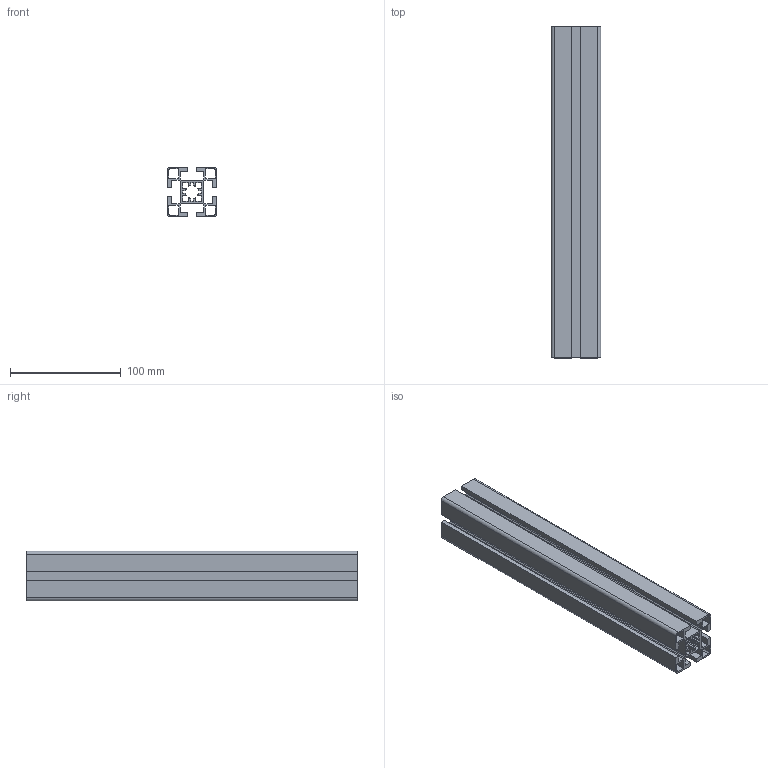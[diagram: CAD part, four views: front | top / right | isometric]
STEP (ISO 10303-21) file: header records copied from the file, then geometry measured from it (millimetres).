
FILE_DESCRIPTION (( 'STEP AP214' ), '1' );
FILE_NAME ('1728140785745.step', '2024-10-05T15:06:48', ( 'Windows User' ), ( '' ), 'SwSTEP 2.0', 'SolidWorks 2011', '' );
FILE_SCHEMA (( 'AUTOMOTIVE_DESIGN' ));
Length unit declared in the file: millimetre
Products named in the file (2): 1728140785745; 1.11.045045.43Lx300.00(1)
Assembly tree (1 placements, depth 2):
  1728140785745
    1.11.045045.43Lx300.00(1)
Bounding box: 45 x 300 x 45 mm (x, y, z)
Volume: 188972.4 mm3; surface area: 186920.4 mm2
Topology: 1 solids, 1 shells, 160 faces, 474 edges, 316 vertices
Faces by surface type: plane 90, cylinder 70
Entity records: 5464 total; most frequent: CARTESIAN_POINT 954, ORIENTED_EDGE 948, DIRECTION 942, EDGE_CURVE 474, LINE 334, VECTOR 334, VERTEX_POINT 316, AXIS2_PLACEMENT_3D 304
